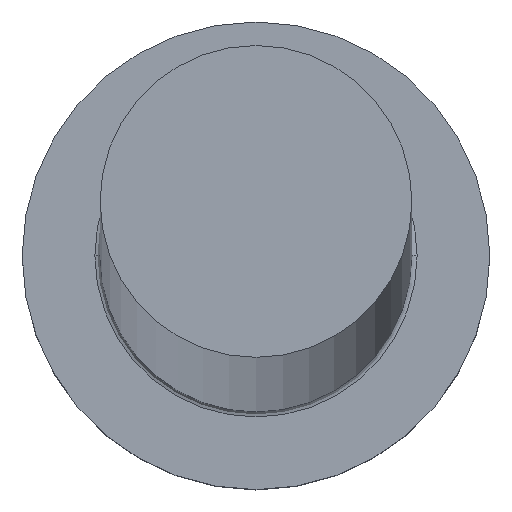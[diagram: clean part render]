
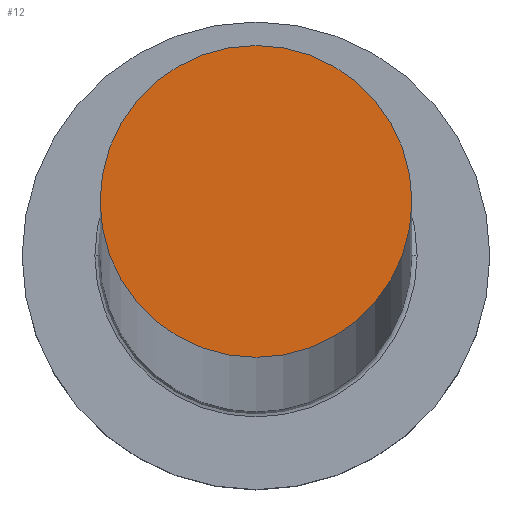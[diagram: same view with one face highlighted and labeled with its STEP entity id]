
A CAD part, top view. The second image highlights one B-rep face of the part: STEP entity #12.
In plain terms, the highlighted planar face has unit normal (0, 0, 1).
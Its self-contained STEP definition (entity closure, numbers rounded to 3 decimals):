
#12 = ADVANCED_FACE ( 'NONE', ( #266 ), #268, .T. ) ;
#27 = DIRECTION ( 'NONE',  ( 1., 0., 0. ) ) ;
#36 = DIRECTION ( 'NONE',  ( 1., 0., 0. ) ) ;
#48 = DIRECTION ( 'NONE',  ( 0., 0., 1. ) ) ;
#68 = VERTEX_POINT ( 'NONE', #174 ) ;
#70 = ORIENTED_EDGE ( 'NONE', *, *, #119, .T. ) ;
#77 = EDGE_CURVE ( 'NONE', #212, #68, #233, .T. ) ;
#106 = CARTESIAN_POINT ( 'NONE',  ( -6., 0., 1207. ) ) ;
#107 = AXIS2_PLACEMENT_3D ( 'NONE', #269, #48, #246 ) ;
#119 = EDGE_CURVE ( 'NONE', #68, #212, #167, .T. ) ;
#125 = EDGE_LOOP ( 'NONE', ( #152, #70 ) ) ;
#149 = DIRECTION ( 'NONE',  ( 0., 0., 1. ) ) ;
#152 = ORIENTED_EDGE ( 'NONE', *, *, #77, .T. ) ;
#153 = DIRECTION ( 'NONE',  ( 0., 0., 1. ) ) ;
#154 = AXIS2_PLACEMENT_3D ( 'NONE', #271, #153, #36 ) ;
#167 = CIRCLE ( 'NONE', #154, 6. ) ;
#174 = CARTESIAN_POINT ( 'NONE',  ( 6., 0., 1207. ) ) ;
#212 = VERTEX_POINT ( 'NONE', #106 ) ;
#233 = CIRCLE ( 'NONE', #107, 6. ) ;
#241 = CARTESIAN_POINT ( 'NONE',  ( 0., 0., 1207. ) ) ;
#246 = DIRECTION ( 'NONE',  ( 1., 0., 0. ) ) ;
#249 = AXIS2_PLACEMENT_3D ( 'NONE', #241, #149, #27 ) ;
#266 = FACE_OUTER_BOUND ( 'NONE', #125, .T. ) ;
#268 = PLANE ( 'NONE',  #249 ) ;
#269 = CARTESIAN_POINT ( 'NONE',  ( 0., 0., 1207. ) ) ;
#271 = CARTESIAN_POINT ( 'NONE',  ( 0., 0., 1207. ) ) ;
